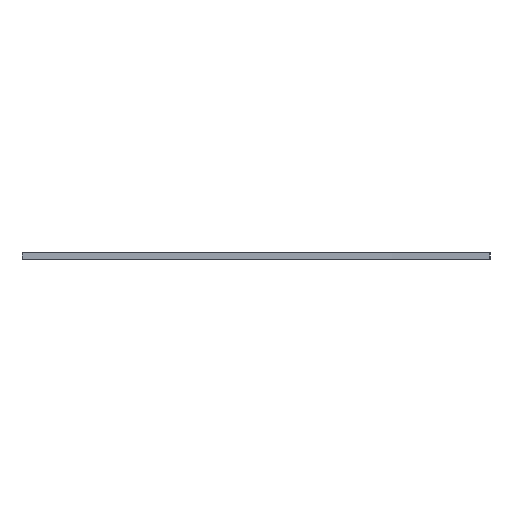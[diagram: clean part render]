
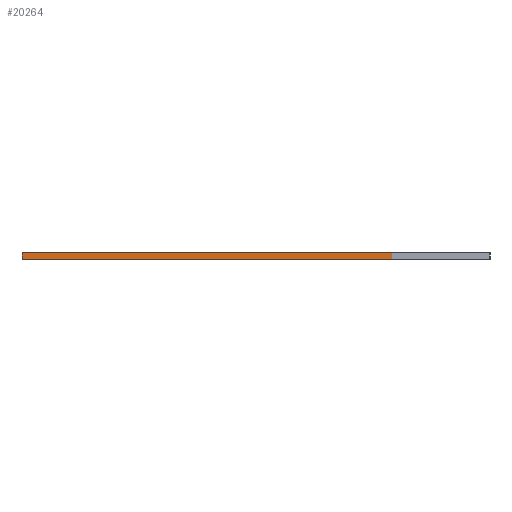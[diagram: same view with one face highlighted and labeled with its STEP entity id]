
A CAD part, left-side view. The second image highlights one B-rep face of the part: STEP entity #20264.
In plain terms, the highlighted planar face has unit normal (-0.688, -0.725, 0).
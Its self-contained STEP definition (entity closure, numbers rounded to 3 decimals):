
#15174 = VERTEX_POINT('',#15175);
#15175 = CARTESIAN_POINT('',(94.545,-89.731,0.));
#16540 = VERTEX_POINT('',#16541);
#16541 = CARTESIAN_POINT('',(94.545,-89.731,1.51));
#18120 = EDGE_CURVE('',#16540,#15174,#18121,.T.);
#18121 = LINE('',#18122,#18123);
#18122 = CARTESIAN_POINT('',(94.545,-89.731,-0.046));
#18123 = VECTOR('',#18124,1.);
#18124 = DIRECTION('',(-0.,-0.,-1.));
#20264 = ADVANCED_FACE('',(#20265),#20290,.T.);
#20265 = FACE_BOUND('',#20266,.T.);
#20266 = EDGE_LOOP('',(#20267,#20275,#20276,#20284));
#20267 = ORIENTED_EDGE('',*,*,#20268,.F.);
#20268 = EDGE_CURVE('',#15174,#20269,#20271,.T.);
#20269 = VERTEX_POINT('',#20270);
#20270 = CARTESIAN_POINT('',(0.,-0.,0.));
#20271 = LINE('',#20272,#20273);
#20272 = CARTESIAN_POINT('',(98.941,-93.903,0.));
#20273 = VECTOR('',#20274,1.);
#20274 = DIRECTION('',(-0.725,0.688,0.));
#20275 = ORIENTED_EDGE('',*,*,#18120,.F.);
#20276 = ORIENTED_EDGE('',*,*,#20277,.T.);
#20277 = EDGE_CURVE('',#16540,#20278,#20280,.T.);
#20278 = VERTEX_POINT('',#20279);
#20279 = CARTESIAN_POINT('',(0.,0.,1.51));
#20280 = LINE('',#20281,#20282);
#20281 = CARTESIAN_POINT('',(98.941,-93.903,1.51));
#20282 = VECTOR('',#20283,1.);
#20283 = DIRECTION('',(-0.725,0.688,0.));
#20284 = ORIENTED_EDGE('',*,*,#20285,.F.);
#20285 = EDGE_CURVE('',#20269,#20278,#20286,.T.);
#20286 = LINE('',#20287,#20288);
#20287 = CARTESIAN_POINT('',(0.,-0.,0.));
#20288 = VECTOR('',#20289,1.);
#20289 = DIRECTION('',(0.,0.,1.));
#20290 = PLANE('',#20291);
#20291 = AXIS2_PLACEMENT_3D('',#20292,#20293,#20294);
#20292 = CARTESIAN_POINT('',(98.941,-93.903,0.));
#20293 = DIRECTION('',(-0.688,-0.725,0.));
#20294 = DIRECTION('',(-0.725,0.688,0.));
